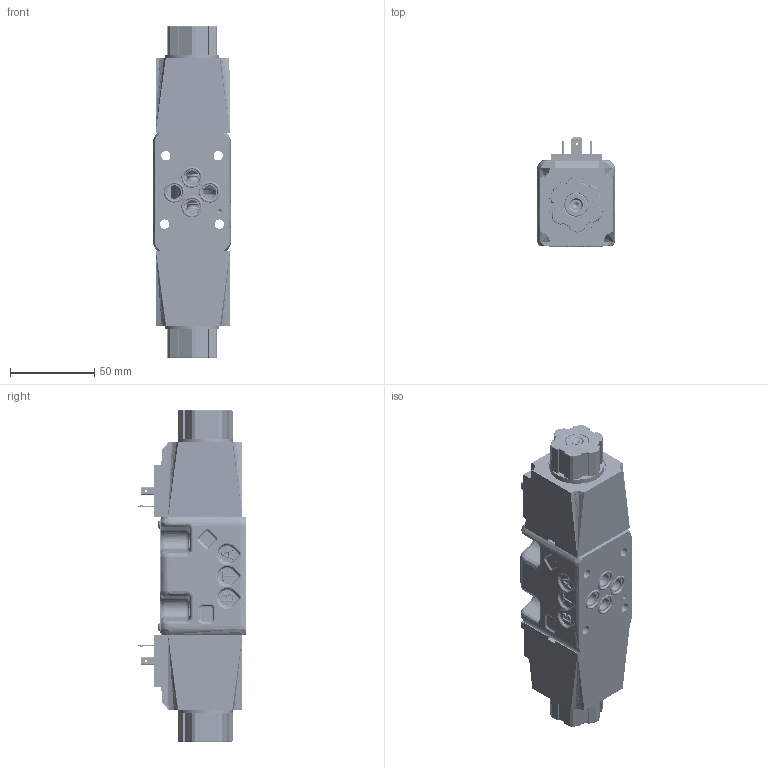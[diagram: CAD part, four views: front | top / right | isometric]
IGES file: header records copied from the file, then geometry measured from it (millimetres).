
Start section: SolidWorks IGES file using analytic representation for surfaces
Global section: file name: AD3E--CYS13.igs; native system: SolidWorks 2012; preprocessor: SolidWorks 2012; author: serviziopdm; date: 140217.172035; units: millimetre
Bounding box: 46 x 64.54 x 196.7 mm (x, y, z)
Surface area: 104751.9 mm2 (no closed solid volume)
Topology: 0 solids, 0 shells, 3195 faces, 32139 edges, 32076 vertices
Faces by surface type: bspline 2201, revolution 994
